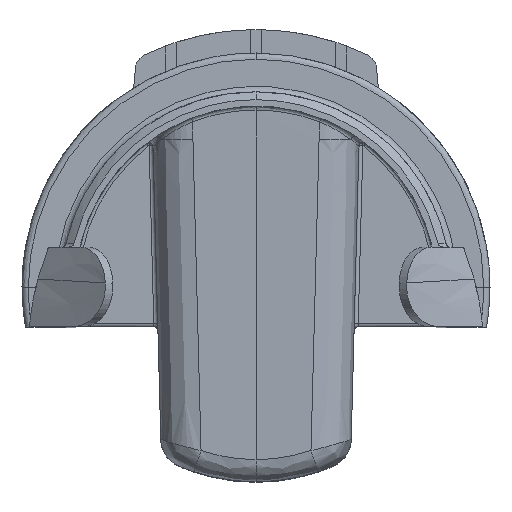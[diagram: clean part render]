
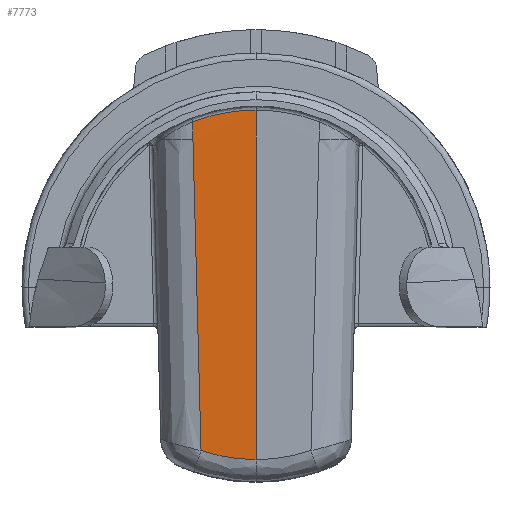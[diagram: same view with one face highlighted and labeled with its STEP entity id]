
A CAD part, top view. The second image highlights one B-rep face of the part: STEP entity #7773.
In plain terms, the highlighted free-form (B-spline) face has degree [1, 3] with [2, 9] control points.
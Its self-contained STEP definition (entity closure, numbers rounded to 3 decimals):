
#64 = ORIENTED_EDGE ( 'NONE', *, *, #2161, .F. ) ;
#130 = B_SPLINE_CURVE_WITH_KNOTS ( 'NONE', 1,
 ( #14794, #6334 ),
 .UNSPECIFIED., .F., .F.,
 ( 2, 2 ),
 ( 0.003, 0.047 ),
 .UNSPECIFIED. ) ;
#159 = CARTESIAN_POINT ( 'NONE',  ( -12.998, 23.823, 78.129 ) ) ;
#191 = CARTESIAN_POINT ( 'NONE',  ( -5.414, 22.057, 77.992 ) ) ;
#510 = CARTESIAN_POINT ( 'NONE',  ( -7.258, -7.84, 77.224 ) ) ;
#518 = VERTEX_POINT ( 'NONE', #16790 ) ;
#808 = B_SPLINE_CURVE_WITH_KNOTS ( 'NONE', 3,
 ( #2375, #17746, #13691, #5227 ),
 .UNSPECIFIED., .F., .F.,
 ( 4, 4 ),
 ( 0., 1. ),
 .UNSPECIFIED. ) ;
#1115 = VERTEX_POINT ( 'NONE', #2859 ) ;
#1594 = CARTESIAN_POINT ( 'NONE',  ( -13.073, 23.77, 78.129 ) ) ;
#1621 = CARTESIAN_POINT ( 'NONE',  ( -3.404, 22.463, 77.992 ) ) ;
#1956 = CARTESIAN_POINT ( 'NONE',  ( -7.537, 2.904, 77.508 ) ) ;
#2161 = EDGE_CURVE ( 'NONE', #518, #6676, #808, .T. ) ;
#2375 = CARTESIAN_POINT ( 'NONE',  ( 0., -21.394, 76.838 ) ) ;
#2859 = CARTESIAN_POINT ( 'NONE',  ( -7.956, 19.02, 77.934 ) ) ;
#3021 = CARTESIAN_POINT ( 'NONE',  ( 0., -33.622, 76.517 ) ) ;
#3047 = CARTESIAN_POINT ( 'NONE',  ( -1.369, 22.682, 77.992 ) ) ;
#3385 = CARTESIAN_POINT ( 'NONE',  ( -7.816, 13.648, 77.792 ) ) ;
#3724 = CARTESIAN_POINT ( 'NONE',  ( -7.956, 19.02, 77.934 ) ) ;
#4448 = CARTESIAN_POINT ( 'NONE',  ( -4.625, -33.978, 76.517 ) ) ;
#4477 = CARTESIAN_POINT ( 'NONE',  ( 0., 22.713, 77.992 ) ) ;
#4940 = ORIENTED_EDGE ( 'NONE', *, *, #17156, .F. ) ;
#5227 = CARTESIAN_POINT ( 'NONE',  ( -6.935, -20.255, 76.896 ) ) ;
#5248 = CARTESIAN_POINT ( 'NONE',  ( -7.959, 19.14, 77.937 ) ) ;
#5865 = CARTESIAN_POINT ( 'NONE',  ( -11.133, -36.408, 76.517 ) ) ;
#6150 = CARTESIAN_POINT ( 'NONE',  ( -6.935, -20.255, 76.896 ) ) ;
#6334 = CARTESIAN_POINT ( 'NONE',  ( 0., 22.713, 77.992 ) ) ;
#6670 = CARTESIAN_POINT ( 'NONE',  ( -7.995, 20.53, 77.974 ) ) ;
#6676 = VERTEX_POINT ( 'NONE', #13270 ) ;
#6719 = B_SPLINE_CURVE_WITH_KNOTS ( 'NONE', 3,
 ( #6150, #15969, #17440, #8981, #510, #10413, #1956, #11843, #3385, #13258 ),
 .UNSPECIFIED., .F., .F.,
 ( 4, 3, 3, 4 ),
 ( 0.003, 0.01, 0.026, 0.042 ),
 .UNSPECIFIED. ) ;
#7215 = CARTESIAN_POINT ( 'NONE',  ( -4.616, 27.581, 78.129 ) ) ;
#7240 = CARTESIAN_POINT ( 'NONE',  ( -7.375, 21.471, 77.992 ) ) ;
#7274 = CARTESIAN_POINT ( 'NONE',  ( -13.065, -37.763, 76.518 ) ) ;
#7421 = B_SPLINE_CURVE_WITH_KNOTS ( 'NONE', 3,
 ( #17118, #7240, #8665, #191, #10093, #1621, #11519, #3047, #12923, #4477 ),
 .UNSPECIFIED., .F., .F.,
 ( 4, 2, 2, 2, 4 ),
 ( 0., 0.002, 0.004, 0.006, 0.008 ),
 .UNSPECIFIED. ) ;
#7773 = ADVANCED_FACE ( 'NONE', ( #10131 ), #7837, .F. ) ;
#7826 = CARTESIAN_POINT ( 'NONE',  ( -8.013, 21.225, 77.992 ) ) ;
#7837 = B_SPLINE_SURFACE_WITH_KNOTS ( 'NONE', 1, 3, ( 
 ( #14265, #11421, #7215, #17086, #8634, #159, #10058, #1594, #11485 ),
 ( #3021, #12897, #4448, #14325, #5865, #15737, #7274, #17152, #8700 ) ),
 .UNSPECIFIED., .F., .F., .F.,
 ( 2, 2 ),
 ( 4, 2, 3, 4 ),
 ( 0., 1. ),
 ( 1.571, 1.877, 2.184, 2.19 ),
 .UNSPECIFIED. ) ;
#8141 = VERTEX_POINT ( 'NONE', #16695 ) ;
#8634 = CARTESIAN_POINT ( 'NONE',  ( -11.11, 25.151, 78.129 ) ) ;
#8665 = CARTESIAN_POINT ( 'NONE',  ( -6.727, 21.686, 77.992 ) ) ;
#8700 = CARTESIAN_POINT ( 'NONE',  ( -13.141, -37.817, 76.518 ) ) ;
#8981 = CARTESIAN_POINT ( 'NONE',  ( -7.118, -13.212, 77.082 ) ) ;
#9515 = EDGE_CURVE ( 'NONE', #6676, #1115, #6719, .T. ) ;
#9585 = EDGE_CURVE ( 'NONE', #518, #8141, #130, .T. ) ;
#10058 = CARTESIAN_POINT ( 'NONE',  ( -13.035, 23.796, 78.129 ) ) ;
#10093 = CARTESIAN_POINT ( 'NONE',  ( -4.747, 22.213, 77.992 ) ) ;
#10131 = FACE_OUTER_BOUND ( 'NONE', #15749, .T. ) ;
#10413 = CARTESIAN_POINT ( 'NONE',  ( -7.397, -2.468, 77.366 ) ) ;
#10476 = B_SPLINE_CURVE_WITH_KNOTS ( 'NONE', 3,
 ( #3724, #12222, #13708, #5248, #15130, #6670, #16540 ),
 .UNSPECIFIED., .F., .F.,
 ( 4, 3, 4 ),
 ( 0., 0., 0.002 ),
 .UNSPECIFIED. ) ;
#11361 = ORIENTED_EDGE ( 'NONE', *, *, #13432, .F. ) ;
#11421 = CARTESIAN_POINT ( 'NONE',  ( -2.308, 27.938, 78.129 ) ) ;
#11485 = CARTESIAN_POINT ( 'NONE',  ( -13.111, 23.743, 78.129 ) ) ;
#11519 = CARTESIAN_POINT ( 'NONE',  ( -2.728, 22.556, 77.992 ) ) ;
#11843 = CARTESIAN_POINT ( 'NONE',  ( -7.677, 8.276, 77.65 ) ) ;
#12222 = CARTESIAN_POINT ( 'NONE',  ( -7.957, 19.06, 77.935 ) ) ;
#12897 = CARTESIAN_POINT ( 'NONE',  ( -2.313, -33.622, 76.517 ) ) ;
#12923 = CARTESIAN_POINT ( 'NONE',  ( -0.682, 22.713, 77.992 ) ) ;
#13258 = CARTESIAN_POINT ( 'NONE',  ( -7.956, 19.02, 77.934 ) ) ;
#13270 = CARTESIAN_POINT ( 'NONE',  ( -6.935, -20.255, 76.896 ) ) ;
#13432 = EDGE_CURVE ( 'NONE', #1115, #18219, #10476, .T. ) ;
#13691 = CARTESIAN_POINT ( 'NONE',  ( -4.699, -21.01, 76.857 ) ) ;
#13708 = CARTESIAN_POINT ( 'NONE',  ( -7.958, 19.1, 77.936 ) ) ;
#14265 = CARTESIAN_POINT ( 'NONE',  ( 0., 27.938, 78.129 ) ) ;
#14325 = CARTESIAN_POINT ( 'NONE',  ( -9.035, -35.372, 76.517 ) ) ;
#14794 = CARTESIAN_POINT ( 'NONE',  ( 0., -21.394, 76.838 ) ) ;
#15130 = CARTESIAN_POINT ( 'NONE',  ( -7.977, 19.835, 77.955 ) ) ;
#15737 = CARTESIAN_POINT ( 'NONE',  ( -13.027, -37.737, 76.518 ) ) ;
#15749 = EDGE_LOOP ( 'NONE', ( #11361, #17487, #64, #16757, #4940 ) ) ;
#15969 = CARTESIAN_POINT ( 'NONE',  ( -6.996, -17.908, 76.958 ) ) ;
#16540 = CARTESIAN_POINT ( 'NONE',  ( -8.013, 21.225, 77.992 ) ) ;
#16695 = CARTESIAN_POINT ( 'NONE',  ( 0., 22.713, 77.992 ) ) ;
#16757 = ORIENTED_EDGE ( 'NONE', *, *, #9585, .T. ) ;
#16790 = CARTESIAN_POINT ( 'NONE',  ( 0., -21.394, 76.838 ) ) ;
#17086 = CARTESIAN_POINT ( 'NONE',  ( -9.017, 26.188, 78.129 ) ) ;
#17118 = CARTESIAN_POINT ( 'NONE',  ( -8.013, 21.225, 77.992 ) ) ;
#17152 = CARTESIAN_POINT ( 'NONE',  ( -13.103, -37.79, 76.518 ) ) ;
#17156 = EDGE_CURVE ( 'NONE', #18219, #8141, #7421, .T. ) ;
#17440 = CARTESIAN_POINT ( 'NONE',  ( -7.057, -15.56, 77.02 ) ) ;
#17487 = ORIENTED_EDGE ( 'NONE', *, *, #9515, .F. ) ;
#17746 = CARTESIAN_POINT ( 'NONE',  ( -2.361, -21.394, 76.838 ) ) ;
#18219 = VERTEX_POINT ( 'NONE', #7826 ) ;
